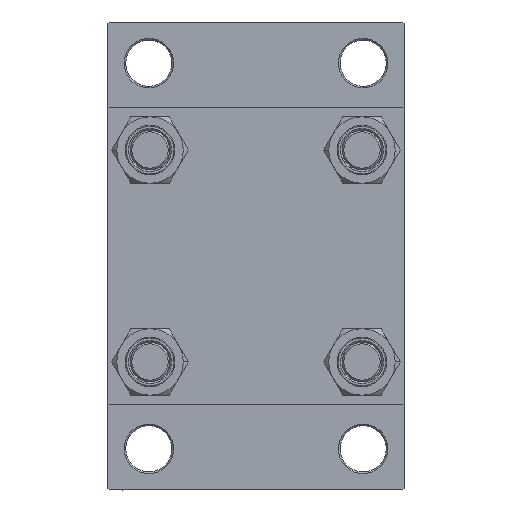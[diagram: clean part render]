
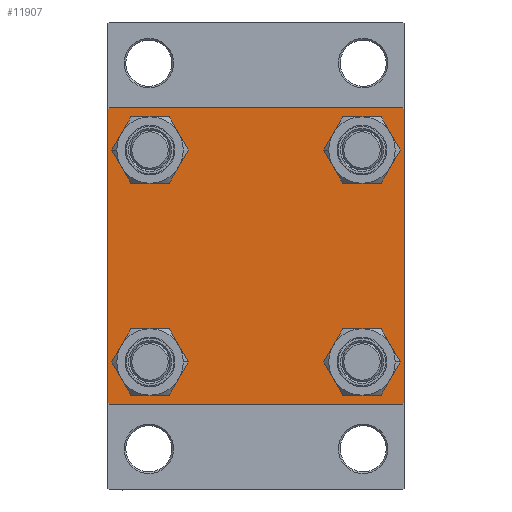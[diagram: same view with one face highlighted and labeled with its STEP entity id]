
A CAD part, left-side view. The second image highlights one B-rep face of the part: STEP entity #11907.
In plain terms, the highlighted planar face has unit normal (-1, 0, 0).
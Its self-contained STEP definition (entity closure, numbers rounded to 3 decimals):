
#166 = FACE_BOUND ( 'NONE', #316, .T. ) ;
#221 = AXIS2_PLACEMENT_3D ( 'NONE', #46358, #35663, #28412 ) ;
#316 = EDGE_LOOP ( 'NONE', ( #2388, #21825 ) ) ;
#986 = CIRCLE ( 'NONE', #221, 6.5 ) ;
#1157 = CIRCLE ( 'NONE', #39849, 6.5 ) ;
#1320 = CARTESIAN_POINT ( 'NONE',  ( 0., 32.15, -32.15 ) ) ;
#1937 = DIRECTION ( 'NONE',  ( 0., 0., 1. ) ) ;
#2308 = CARTESIAN_POINT ( 'NONE',  ( 0., 44.5, 45. ) ) ;
#2388 = ORIENTED_EDGE ( 'NONE', *, *, #10575, .T. ) ;
#2688 = CARTESIAN_POINT ( 'NONE',  ( 0., -32.15, -32.15 ) ) ;
#2851 = FACE_OUTER_BOUND ( 'NONE', #37182, .T. ) ;
#3359 = EDGE_CURVE ( 'NONE', #28469, #14117, #10944, .T. ) ;
#3555 = EDGE_CURVE ( 'NONE', #16735, #46957, #26437, .T. ) ;
#3622 = ORIENTED_EDGE ( 'NONE', *, *, #32038, .T. ) ;
#3662 = ORIENTED_EDGE ( 'NONE', *, *, #18297, .T. ) ;
#3905 = ORIENTED_EDGE ( 'NONE', *, *, #38392, .T. ) ;
#3981 = CARTESIAN_POINT ( 'NONE',  ( 0., 45., 45. ) ) ;
#4060 = CARTESIAN_POINT ( 'NONE',  ( 0., 45., -44.5 ) ) ;
#4589 = DIRECTION ( 'NONE',  ( 0., 0., 1. ) ) ;
#5050 = CARTESIAN_POINT ( 'NONE',  ( 0., -32.15, 32.15 ) ) ;
#5131 = EDGE_CURVE ( 'NONE', #14117, #28469, #986, .T. ) ;
#5509 = EDGE_LOOP ( 'NONE', ( #11070, #3662 ) ) ;
#5886 = CARTESIAN_POINT ( 'NONE',  ( 0., 32.15, -32.15 ) ) ;
#6476 = AXIS2_PLACEMENT_3D ( 'NONE', #2688, #10172, #24924 ) ;
#7573 = AXIS2_PLACEMENT_3D ( 'NONE', #1320, #23328, #15589 ) ;
#7674 = FACE_BOUND ( 'NONE', #31308, .T. ) ;
#7864 = VECTOR ( 'NONE', #47773, 1000. ) ;
#7927 = CARTESIAN_POINT ( 'NONE',  ( 0., 45., 45. ) ) ;
#8326 = LINE ( 'NONE', #8552, #40742 ) ;
#8552 = CARTESIAN_POINT ( 'NONE',  ( 0., -45., 45. ) ) ;
#8647 = AXIS2_PLACEMENT_3D ( 'NONE', #32178, #16928, #10384 ) ;
#8765 = EDGE_CURVE ( 'NONE', #18687, #22980, #12514, .T. ) ;
#8779 = CIRCLE ( 'NONE', #6476, 6.5 ) ;
#8847 = DIRECTION ( 'NONE',  ( -1., 0., 0. ) ) ;
#8895 = CARTESIAN_POINT ( 'NONE',  ( 0., -44.75, 44.75 ) ) ;
#10172 = DIRECTION ( 'NONE',  ( 1., 0., 0. ) ) ;
#10384 = DIRECTION ( 'NONE',  ( 0., 0., 1. ) ) ;
#10569 = CIRCLE ( 'NONE', #39157, 6.5 ) ;
#10575 = EDGE_CURVE ( 'NONE', #46957, #16735, #1157, .T. ) ;
#10944 = CIRCLE ( 'NONE', #8647, 6.5 ) ;
#11070 = ORIENTED_EDGE ( 'NONE', *, *, #20654, .T. ) ;
#11354 = CARTESIAN_POINT ( 'NONE',  ( 0., -32.15, -32.15 ) ) ;
#11793 = CARTESIAN_POINT ( 'NONE',  ( 0., -32.15, 38.65 ) ) ;
#11907 = ADVANCED_FACE ( 'NONE', ( #166, #26060, #40837, #7674, #2851 ), #44723, .T. ) ;
#12290 = DIRECTION ( 'NONE',  ( 1., 0., 0. ) ) ;
#12514 = LINE ( 'NONE', #8895, #26613 ) ;
#12726 = ORIENTED_EDGE ( 'NONE', *, *, #39756, .T. ) ;
#13612 = CARTESIAN_POINT ( 'NONE',  ( 0., 32.15, 25.65 ) ) ;
#13989 = VECTOR ( 'NONE', #19049, 1000. ) ;
#14025 = VERTEX_POINT ( 'NONE', #4060 ) ;
#14117 = VERTEX_POINT ( 'NONE', #13612 ) ;
#14935 = LINE ( 'NONE', #7927, #13989 ) ;
#15128 = ORIENTED_EDGE ( 'NONE', *, *, #42294, .F. ) ;
#15130 = VERTEX_POINT ( 'NONE', #28498 ) ;
#15156 = DIRECTION ( 'NONE',  ( 0., 0., 1. ) ) ;
#15582 = VECTOR ( 'NONE', #25531, 1000. ) ;
#15589 = DIRECTION ( 'NONE',  ( 0., 0., 1. ) ) ;
#16679 = DIRECTION ( 'NONE',  ( 1., 0., 0. ) ) ;
#16735 = VERTEX_POINT ( 'NONE', #37744 ) ;
#16917 = CARTESIAN_POINT ( 'NONE',  ( 0., -32.15, 32.15 ) ) ;
#16928 = DIRECTION ( 'NONE',  ( 1., 0., 0. ) ) ;
#17365 = VECTOR ( 'NONE', #38723, 1000. ) ;
#17911 = AXIS2_PLACEMENT_3D ( 'NONE', #5050, #12290, #27058 ) ;
#18297 = EDGE_CURVE ( 'NONE', #21552, #47226, #10569, .T. ) ;
#18687 = VERTEX_POINT ( 'NONE', #25383 ) ;
#19049 = DIRECTION ( 'NONE',  ( 0., 0., -1. ) ) ;
#19130 = EDGE_CURVE ( 'NONE', #18687, #15130, #8326, .T. ) ;
#19346 = ORIENTED_EDGE ( 'NONE', *, *, #42807, .T. ) ;
#20259 = CARTESIAN_POINT ( 'NONE',  ( 0., 32.15, 38.65 ) ) ;
#20629 = DIRECTION ( 'NONE',  ( 0., 0., 1. ) ) ;
#20654 = EDGE_CURVE ( 'NONE', #47226, #21552, #25346, .T. ) ;
#20776 = VERTEX_POINT ( 'NONE', #25709 ) ;
#21552 = VERTEX_POINT ( 'NONE', #26745 ) ;
#21736 = ORIENTED_EDGE ( 'NONE', *, *, #5131, .T. ) ;
#21825 = ORIENTED_EDGE ( 'NONE', *, *, #3555, .T. ) ;
#22062 = AXIS2_PLACEMENT_3D ( 'NONE', #26777, #8847, #15156 ) ;
#22477 = DIRECTION ( 'NONE',  ( 1., 0., 0. ) ) ;
#22980 = VERTEX_POINT ( 'NONE', #31694 ) ;
#23226 = LINE ( 'NONE', #38004, #17365 ) ;
#23328 = DIRECTION ( 'NONE',  ( 1., 0., 0. ) ) ;
#23643 = DIRECTION ( 'NONE',  ( 0., 0.707, 0.707 ) ) ;
#24924 = DIRECTION ( 'NONE',  ( 0., 0., 1. ) ) ;
#25013 = ORIENTED_EDGE ( 'NONE', *, *, #19130, .F. ) ;
#25346 = CIRCLE ( 'NONE', #7573, 6.5 ) ;
#25383 = CARTESIAN_POINT ( 'NONE',  ( 0., -45., 44.5 ) ) ;
#25531 = DIRECTION ( 'NONE',  ( 0., -1., 0. ) ) ;
#25709 = CARTESIAN_POINT ( 'NONE',  ( 0., 44.5, -45. ) ) ;
#26060 = FACE_BOUND ( 'NONE', #45349, .T. ) ;
#26437 = CIRCLE ( 'NONE', #17911, 6.5 ) ;
#26479 = DIRECTION ( 'NONE',  ( 0., -0.707, 0.707 ) ) ;
#26613 = VECTOR ( 'NONE', #23643, 1000. ) ;
#26745 = CARTESIAN_POINT ( 'NONE',  ( 0., 32.15, -38.65 ) ) ;
#26777 = CARTESIAN_POINT ( 'NONE',  ( 0., 0., 0. ) ) ;
#26952 = LINE ( 'NONE', #37614, #38112 ) ;
#27058 = DIRECTION ( 'NONE',  ( 0., 0., 1. ) ) ;
#27447 = CARTESIAN_POINT ( 'NONE',  ( 0., 32.15, -25.65 ) ) ;
#28412 = DIRECTION ( 'NONE',  ( 0., 0., 1. ) ) ;
#28449 = VERTEX_POINT ( 'NONE', #31412 ) ;
#28469 = VERTEX_POINT ( 'NONE', #20259 ) ;
#28498 = CARTESIAN_POINT ( 'NONE',  ( 0., -45., -44.5 ) ) ;
#28867 = VERTEX_POINT ( 'NONE', #2308 ) ;
#29178 = CARTESIAN_POINT ( 'NONE',  ( 0., 45., -45. ) ) ;
#29501 = EDGE_CURVE ( 'NONE', #28449, #32573, #34034, .T. ) ;
#29872 = ORIENTED_EDGE ( 'NONE', *, *, #32209, .T. ) ;
#30359 = VERTEX_POINT ( 'NONE', #43117 ) ;
#31031 = CARTESIAN_POINT ( 'NONE',  ( 0., 45., 44.5 ) ) ;
#31267 = VECTOR ( 'NONE', #33470, 1000. ) ;
#31308 = EDGE_LOOP ( 'NONE', ( #32563, #21736 ) ) ;
#31412 = CARTESIAN_POINT ( 'NONE',  ( 0., -32.15, -38.65 ) ) ;
#31694 = CARTESIAN_POINT ( 'NONE',  ( 0., -44.5, 45. ) ) ;
#32038 = EDGE_CURVE ( 'NONE', #34904, #14025, #14935, .T. ) ;
#32178 = CARTESIAN_POINT ( 'NONE',  ( 0., 32.15, 32.15 ) ) ;
#32209 = EDGE_CURVE ( 'NONE', #14025, #20776, #44368, .T. ) ;
#32563 = ORIENTED_EDGE ( 'NONE', *, *, #3359, .T. ) ;
#32573 = VERTEX_POINT ( 'NONE', #37984 ) ;
#33050 = EDGE_CURVE ( 'NONE', #20776, #30359, #47600, .T. ) ;
#33470 = DIRECTION ( 'NONE',  ( 0., -1., 0. ) ) ;
#33949 = LINE ( 'NONE', #3981, #31267 ) ;
#34034 = CIRCLE ( 'NONE', #37913, 6.5 ) ;
#34904 = VERTEX_POINT ( 'NONE', #31031 ) ;
#35663 = DIRECTION ( 'NONE',  ( 1., 0., 0. ) ) ;
#37182 = EDGE_LOOP ( 'NONE', ( #3622, #29872, #44026, #3905, #25013, #37754, #15128, #19346 ) ) ;
#37614 = CARTESIAN_POINT ( 'NONE',  ( 0., -44.75, -44.75 ) ) ;
#37744 = CARTESIAN_POINT ( 'NONE',  ( 0., -32.15, 25.65 ) ) ;
#37754 = ORIENTED_EDGE ( 'NONE', *, *, #8765, .T. ) ;
#37839 = DIRECTION ( 'NONE',  ( 0., 0., -1. ) ) ;
#37913 = AXIS2_PLACEMENT_3D ( 'NONE', #11354, #22477, #4589 ) ;
#37984 = CARTESIAN_POINT ( 'NONE',  ( 0., -32.15, -25.65 ) ) ;
#38004 = CARTESIAN_POINT ( 'NONE',  ( 0., 44.75, 44.75 ) ) ;
#38112 = VECTOR ( 'NONE', #26479, 1000. ) ;
#38392 = EDGE_CURVE ( 'NONE', #30359, #15130, #26952, .T. ) ;
#38723 = DIRECTION ( 'NONE',  ( 0., 0.707, -0.707 ) ) ;
#39157 = AXIS2_PLACEMENT_3D ( 'NONE', #5886, #45838, #20629 ) ;
#39756 = EDGE_CURVE ( 'NONE', #32573, #28449, #8779, .T. ) ;
#39849 = AXIS2_PLACEMENT_3D ( 'NONE', #16917, #16679, #1937 ) ;
#40437 = ORIENTED_EDGE ( 'NONE', *, *, #29501, .T. ) ;
#40742 = VECTOR ( 'NONE', #37839, 1000. ) ;
#40837 = FACE_BOUND ( 'NONE', #5509, .T. ) ;
#42294 = EDGE_CURVE ( 'NONE', #28867, #22980, #33949, .T. ) ;
#42807 = EDGE_CURVE ( 'NONE', #28867, #34904, #23226, .T. ) ;
#43117 = CARTESIAN_POINT ( 'NONE',  ( 0., -44.5, -45. ) ) ;
#43889 = CARTESIAN_POINT ( 'NONE',  ( 0., 44.75, -44.75 ) ) ;
#44026 = ORIENTED_EDGE ( 'NONE', *, *, #33050, .T. ) ;
#44368 = LINE ( 'NONE', #43889, #7864 ) ;
#44723 = PLANE ( 'NONE',  #22062 ) ;
#45349 = EDGE_LOOP ( 'NONE', ( #12726, #40437 ) ) ;
#45838 = DIRECTION ( 'NONE',  ( 1., 0., 0. ) ) ;
#46358 = CARTESIAN_POINT ( 'NONE',  ( 0., 32.15, 32.15 ) ) ;
#46957 = VERTEX_POINT ( 'NONE', #11793 ) ;
#47226 = VERTEX_POINT ( 'NONE', #27447 ) ;
#47600 = LINE ( 'NONE', #29178, #15582 ) ;
#47773 = DIRECTION ( 'NONE',  ( 0., -0.707, -0.707 ) ) ;
